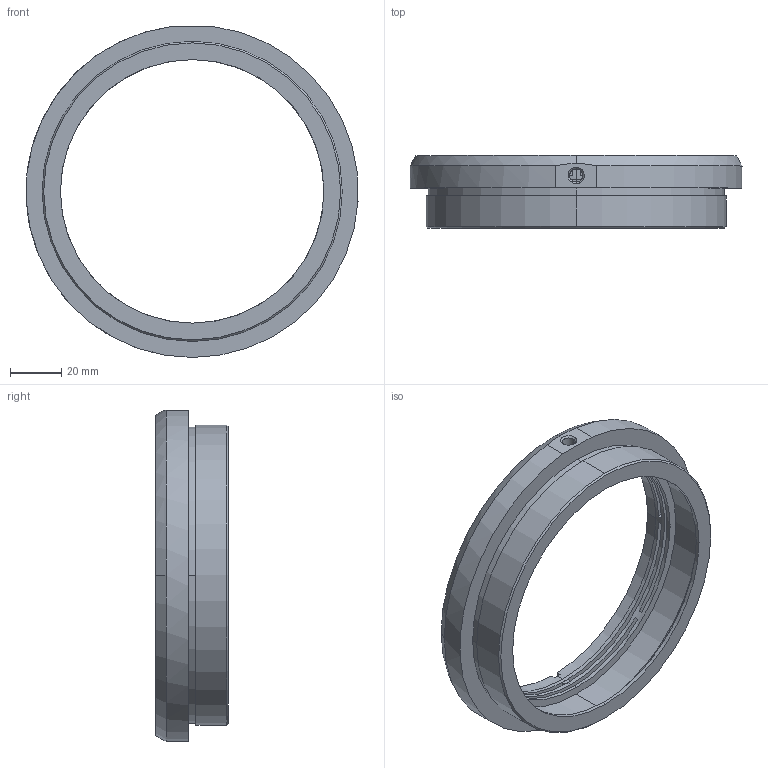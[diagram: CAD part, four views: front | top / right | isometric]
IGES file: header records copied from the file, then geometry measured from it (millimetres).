
Start section: SolidWorks IGES file using analytic representation for surfaces
Global section: file name: 57871.igs; native system: SolidWorks 2011; preprocessor: SolidWorks 2011; author: BillB; date: 111014.164622; units: inch
Bounding box: 129.92 x 28.45 x 129.54 mm (x, y, z)
Volume: 77092 mm3; surface area: 45570.4 mm2
Topology: 3 solids, 3 shells, 97 faces, 277 edges, 178 vertices
Faces by surface type: plane 52, revolution 41, bspline 4
